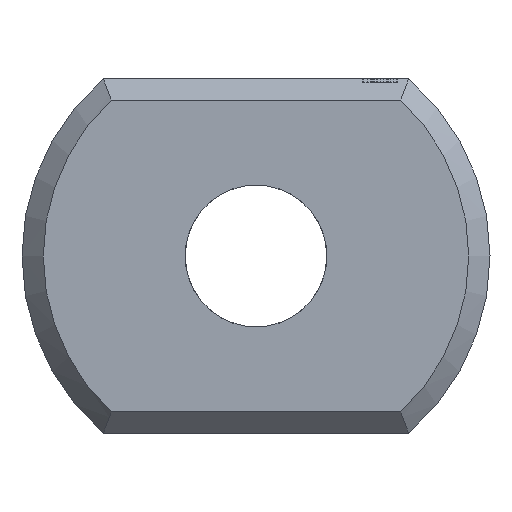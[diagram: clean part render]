
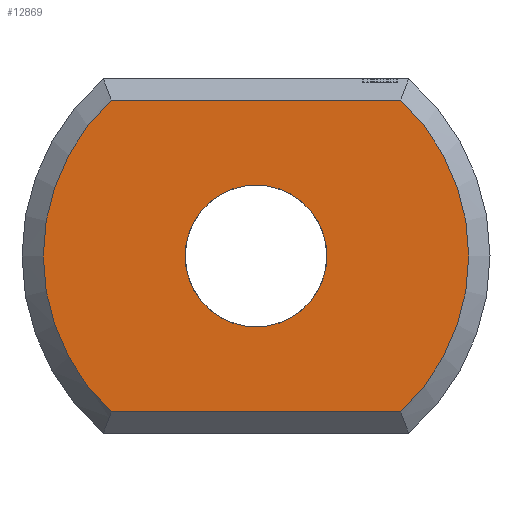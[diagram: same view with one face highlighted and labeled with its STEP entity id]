
A CAD part, left-side view. The second image highlights one B-rep face of the part: STEP entity #12869.
In plain terms, the highlighted planar face has unit normal (-1, 0, 0).
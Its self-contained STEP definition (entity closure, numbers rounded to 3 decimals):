
#298 = PLANE('',#299);
#299 = AXIS2_PLACEMENT_3D('',#300,#301,#302);
#300 = CARTESIAN_POINT('',(0.15,-2.154,-2.35));
#301 = DIRECTION('',(-0.707,0.,-0.707));
#302 = DIRECTION('',(0.,-1.,0.));
#725 = CONICAL_SURFACE('',#726,3.3,0.785);
#726 = AXIS2_PLACEMENT_3D('',#727,#728,#729);
#727 = CARTESIAN_POINT('',(0.3,0.,0.));
#728 = DIRECTION('',(1.,0.,0.));
#729 = DIRECTION('',(0.,0.653,-0.758));
#872 = CONICAL_SURFACE('',#873,3.3,0.785);
#873 = AXIS2_PLACEMENT_3D('',#874,#875,#876);
#874 = CARTESIAN_POINT('',(0.3,0.,0.));
#875 = DIRECTION('',(1.,0.,0.));
#876 = DIRECTION('',(0.,-0.653,0.758));
#909 = VERTEX_POINT('',#910);
#910 = CARTESIAN_POINT('',(0.,-2.04,-2.2));
#937 = VERTEX_POINT('',#938);
#938 = CARTESIAN_POINT('',(0.,2.04,-2.2));
#963 = EDGE_CURVE('',#909,#937,#964,.T.);
#964 = SURFACE_CURVE('',#965,(#969,#976),.PCURVE_S1.);
#965 = LINE('',#966,#967);
#966 = CARTESIAN_POINT('',(0.,-2.154,-2.2));
#967 = VECTOR('',#968,1.);
#968 = DIRECTION('',(0.,1.,0.));
#969 = PCURVE('',#298,#970);
#970 = DEFINITIONAL_REPRESENTATION('',(#971),#975);
#971 = LINE('',#972,#973);
#972 = CARTESIAN_POINT('',(0.,0.212));
#973 = VECTOR('',#974,1.);
#974 = DIRECTION('',(-1.,0.));
#975 = ( GEOMETRIC_REPRESENTATION_CONTEXT(2) 
PARAMETRIC_REPRESENTATION_CONTEXT() REPRESENTATION_CONTEXT('2D SPACE',''
  ) );
#976 = PCURVE('',#977,#982);
#977 = PLANE('',#978);
#978 = AXIS2_PLACEMENT_3D('',#979,#980,#981);
#979 = CARTESIAN_POINT('',(0.,0.,
    0.));
#980 = DIRECTION('',(1.,0.,0.));
#981 = DIRECTION('',(0.,0.,1.));
#982 = DEFINITIONAL_REPRESENTATION('',(#983),#987);
#983 = LINE('',#984,#985);
#984 = CARTESIAN_POINT('',(-2.2,2.154));
#985 = VECTOR('',#986,1.);
#986 = DIRECTION('',(0.,-1.));
#987 = ( GEOMETRIC_REPRESENTATION_CONTEXT(2) 
PARAMETRIC_REPRESENTATION_CONTEXT() REPRESENTATION_CONTEXT('2D SPACE',''
  ) );
#1763 = PLANE('',#1764);
#1764 = AXIS2_PLACEMENT_3D('',#1765,#1766,#1767);
#1765 = CARTESIAN_POINT('',(0.15,-2.154,2.35));
#1766 = DIRECTION('',(0.707,0.,-0.707
    ));
#1767 = DIRECTION('',(0.,-1.,0.));
#12656 = VERTEX_POINT('',#12657);
#12657 = CARTESIAN_POINT('',(0.,2.04,2.2));
#12682 = EDGE_CURVE('',#937,#12656,#12683,.T.);
#12683 = SURFACE_CURVE('',#12684,(#12689,#12696),.PCURVE_S1.);
#12684 = CIRCLE('',#12685,3.);
#12685 = AXIS2_PLACEMENT_3D('',#12686,#12687,#12688);
#12686 = CARTESIAN_POINT('',(0.,0.,
    0.));
#12687 = DIRECTION('',(1.,0.,0.));
#12688 = DIRECTION('',(0.,0.653,-0.758)
  );
#12689 = PCURVE('',#725,#12690);
#12690 = DEFINITIONAL_REPRESENTATION('',(#12691),#12695);
#12691 = LINE('',#12692,#12693);
#12692 = CARTESIAN_POINT('',(0.,-0.3));
#12693 = VECTOR('',#12694,1.);
#12694 = DIRECTION('',(1.,-0.));
#12695 = ( GEOMETRIC_REPRESENTATION_CONTEXT(2) 
PARAMETRIC_REPRESENTATION_CONTEXT() REPRESENTATION_CONTEXT('2D SPACE',''
  ) );
#12696 = PCURVE('',#977,#12697);
#12697 = DEFINITIONAL_REPRESENTATION('',(#12698),#12702);
#12698 = CIRCLE('',#12699,3.);
#12699 = AXIS2_PLACEMENT_2D('',#12700,#12701);
#12700 = CARTESIAN_POINT('',(0.,0.));
#12701 = DIRECTION('',(-0.758,-0.653));
#12702 = ( GEOMETRIC_REPRESENTATION_CONTEXT(2) 
PARAMETRIC_REPRESENTATION_CONTEXT() REPRESENTATION_CONTEXT('2D SPACE',''
  ) );
#12820 = VERTEX_POINT('',#12821);
#12821 = CARTESIAN_POINT('',(0.,-2.04,2.2));
#12848 = EDGE_CURVE('',#12820,#909,#12849,.T.);
#12849 = SURFACE_CURVE('',#12850,(#12855,#12862),.PCURVE_S1.);
#12850 = CIRCLE('',#12851,3.);
#12851 = AXIS2_PLACEMENT_3D('',#12852,#12853,#12854);
#12852 = CARTESIAN_POINT('',(0.,0.,
    0.));
#12853 = DIRECTION('',(1.,0.,0.));
#12854 = DIRECTION('',(0.,-0.653,0.758)
  );
#12855 = PCURVE('',#872,#12856);
#12856 = DEFINITIONAL_REPRESENTATION('',(#12857),#12861);
#12857 = LINE('',#12858,#12859);
#12858 = CARTESIAN_POINT('',(0.,-0.3));
#12859 = VECTOR('',#12860,1.);
#12860 = DIRECTION('',(1.,-0.));
#12861 = ( GEOMETRIC_REPRESENTATION_CONTEXT(2) 
PARAMETRIC_REPRESENTATION_CONTEXT() REPRESENTATION_CONTEXT('2D SPACE',''
  ) );
#12862 = PCURVE('',#977,#12863);
#12863 = DEFINITIONAL_REPRESENTATION('',(#12864),#12868);
#12864 = CIRCLE('',#12865,3.);
#12865 = AXIS2_PLACEMENT_2D('',#12866,#12867);
#12866 = CARTESIAN_POINT('',(0.,0.));
#12867 = DIRECTION('',(0.758,0.653));
#12868 = ( GEOMETRIC_REPRESENTATION_CONTEXT(2) 
PARAMETRIC_REPRESENTATION_CONTEXT() REPRESENTATION_CONTEXT('2D SPACE',''
  ) );
#12869 = ADVANCED_FACE('',(#12870,#12896),#977,.F.);
#12870 = FACE_BOUND('',#12871,.F.);
#12871 = EDGE_LOOP('',(#12872,#12873,#12894,#12895));
#12872 = ORIENTED_EDGE('',*,*,#12682,.T.);
#12873 = ORIENTED_EDGE('',*,*,#12874,.F.);
#12874 = EDGE_CURVE('',#12820,#12656,#12875,.T.);
#12875 = SURFACE_CURVE('',#12876,(#12880,#12887),.PCURVE_S1.);
#12876 = LINE('',#12877,#12878);
#12877 = CARTESIAN_POINT('',(0.,-2.154,2.2));
#12878 = VECTOR('',#12879,1.);
#12879 = DIRECTION('',(0.,1.,0.));
#12880 = PCURVE('',#977,#12881);
#12881 = DEFINITIONAL_REPRESENTATION('',(#12882),#12886);
#12882 = LINE('',#12883,#12884);
#12883 = CARTESIAN_POINT('',(2.2,2.154));
#12884 = VECTOR('',#12885,1.);
#12885 = DIRECTION('',(0.,-1.));
#12886 = ( GEOMETRIC_REPRESENTATION_CONTEXT(2) 
PARAMETRIC_REPRESENTATION_CONTEXT() REPRESENTATION_CONTEXT('2D SPACE',''
  ) );
#12887 = PCURVE('',#1763,#12888);
#12888 = DEFINITIONAL_REPRESENTATION('',(#12889),#12893);
#12889 = LINE('',#12890,#12891);
#12890 = CARTESIAN_POINT('',(0.,0.212));
#12891 = VECTOR('',#12892,1.);
#12892 = DIRECTION('',(-1.,0.));
#12893 = ( GEOMETRIC_REPRESENTATION_CONTEXT(2) 
PARAMETRIC_REPRESENTATION_CONTEXT() REPRESENTATION_CONTEXT('2D SPACE',''
  ) );
#12894 = ORIENTED_EDGE('',*,*,#12848,.T.);
#12895 = ORIENTED_EDGE('',*,*,#963,.T.);
#12896 = FACE_BOUND('',#12897,.T.);
#12897 = EDGE_LOOP('',(#12898));
#12898 = ORIENTED_EDGE('',*,*,#12899,.T.);
#12899 = EDGE_CURVE('',#12900,#12900,#12902,.T.);
#12900 = VERTEX_POINT('',#12901);
#12901 = CARTESIAN_POINT('',(0.,1.,0.));
#12902 = SURFACE_CURVE('',#12903,(#12908,#12915),.PCURVE_S1.);
#12903 = CIRCLE('',#12904,1.);
#12904 = AXIS2_PLACEMENT_3D('',#12905,#12906,#12907);
#12905 = CARTESIAN_POINT('',(0.,0.,0.));
#12906 = DIRECTION('',(1.,0.,0.));
#12907 = DIRECTION('',(0.,1.,0.));
#12908 = PCURVE('',#977,#12909);
#12909 = DEFINITIONAL_REPRESENTATION('',(#12910),#12914);
#12910 = CIRCLE('',#12911,1.);
#12911 = AXIS2_PLACEMENT_2D('',#12912,#12913);
#12912 = CARTESIAN_POINT('',(0.,0.));
#12913 = DIRECTION('',(0.,-1.));
#12914 = ( GEOMETRIC_REPRESENTATION_CONTEXT(2) 
PARAMETRIC_REPRESENTATION_CONTEXT() REPRESENTATION_CONTEXT('2D SPACE',''
  ) );
#12915 = PCURVE('',#12916,#12921);
#12916 = CYLINDRICAL_SURFACE('',#12917,1.);
#12917 = AXIS2_PLACEMENT_3D('',#12918,#12919,#12920);
#12918 = CARTESIAN_POINT('',(0.,0.,0.));
#12919 = DIRECTION('',(-1.,0.,0.));
#12920 = DIRECTION('',(0.,1.,0.));
#12921 = DEFINITIONAL_REPRESENTATION('',(#12922),#12926);
#12922 = LINE('',#12923,#12924);
#12923 = CARTESIAN_POINT('',(-0.,0.));
#12924 = VECTOR('',#12925,1.);
#12925 = DIRECTION('',(-1.,0.));
#12926 = ( GEOMETRIC_REPRESENTATION_CONTEXT(2) 
PARAMETRIC_REPRESENTATION_CONTEXT() REPRESENTATION_CONTEXT('2D SPACE',''
  ) );
